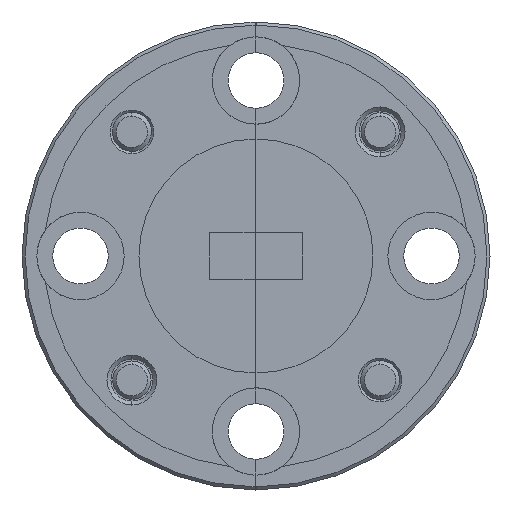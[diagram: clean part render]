
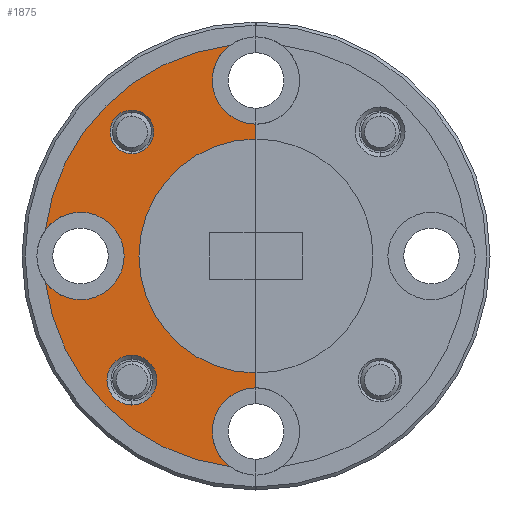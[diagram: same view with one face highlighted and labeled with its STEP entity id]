
A CAD part, left-side view. The second image highlights one B-rep face of the part: STEP entity #1875.
In plain terms, the highlighted planar face has unit normal (-1, 0, 0).
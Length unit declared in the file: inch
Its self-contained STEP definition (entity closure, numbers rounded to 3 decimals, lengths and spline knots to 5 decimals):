
#68 = EDGE_CURVE ( 'NONE', #12061, #3713, #2238, .T. ) ;
#74 = CARTESIAN_POINT ( 'NONE',  ( -0.58, 0., 0.18749 ) ) ;
#118 = VERTEX_POINT ( 'NONE', #7904 ) ;
#228 = PLANE ( 'NONE',  #12545 ) ;
#376 = DIRECTION ( 'NONE',  ( -1., 0., 0. ) ) ;
#669 = CARTESIAN_POINT ( 'NONE',  ( -0.58, 0., 0. ) ) ;
#740 = DIRECTION ( 'NONE',  ( 0., 0., 1. ) ) ;
#839 = DIRECTION ( 'NONE',  ( 0., 0., 1. ) ) ;
#942 = ORIENTED_EDGE ( 'NONE', *, *, #5375, .F. ) ;
#1027 = AXIS2_PLACEMENT_3D ( 'NONE', #12630, #7752, #740 ) ;
#1097 = DIRECTION ( 'NONE',  ( 0., 0., 1. ) ) ;
#1126 = DIRECTION ( 'NONE',  ( -1., 0., 0. ) ) ;
#1155 = CARTESIAN_POINT ( 'NONE',  ( -0.58, 0.19737, -0.19887 ) ) ;
#1297 = CARTESIAN_POINT ( 'NONE',  ( -0.58, -0.0015, -0.28125 ) ) ;
#1400 = DIRECTION ( 'NONE',  ( 0., 0., 1. ) ) ;
#1413 = EDGE_CURVE ( 'NONE', #5432, #11271, #7131, .T. ) ;
#1465 = DIRECTION ( 'NONE',  ( -1., 0., 0. ) ) ;
#1578 = CIRCLE ( 'NONE', #3249, 0.34 ) ;
#1632 = LINE ( 'NONE', #2555, #3983 ) ;
#1751 = CARTESIAN_POINT ( 'NONE',  ( -0.58, 0.33593, -0.04177 ) ) ;
#1827 = CARTESIAN_POINT ( 'NONE',  ( -0.58, 0.27975, -0.07 ) ) ;
#1875 = ADVANCED_FACE ( 'NONE', ( #12394, #11215, #11347 ), #228, .T. ) ;
#2155 = DIRECTION ( 'NONE',  ( 0., 0., 1. ) ) ;
#2175 = CIRCLE ( 'NONE', #5279, 0.34 ) ;
#2238 = CIRCLE ( 'NONE', #5964, 0.07 ) ;
#2239 = CARTESIAN_POINT ( 'NONE',  ( -0.58, 0.27975, 0.07 ) ) ;
#2273 = CIRCLE ( 'NONE', #1027, 0.07 ) ;
#2309 = VERTEX_POINT ( 'NONE', #9646 ) ;
#2467 = EDGE_LOOP ( 'NONE', ( #7741, #942 ) ) ;
#2555 = CARTESIAN_POINT ( 'NONE',  ( -0.58, 0., 0. ) ) ;
#2621 = DIRECTION ( 'NONE',  ( 0., 0., 1. ) ) ;
#2834 = CARTESIAN_POINT ( 'NONE',  ( -0.58, -0.0015, 0. ) ) ;
#2911 = VERTEX_POINT ( 'NONE', #1751 ) ;
#3004 = DIRECTION ( 'NONE',  ( -1., 0., 0. ) ) ;
#3087 = EDGE_CURVE ( 'NONE', #8748, #8001, #6563, .T. ) ;
#3146 = CARTESIAN_POINT ( 'NONE',  ( -0.58, -0.0015, 0. ) ) ;
#3161 = AXIS2_PLACEMENT_3D ( 'NONE', #1297, #9374, #6107 ) ;
#3249 = AXIS2_PLACEMENT_3D ( 'NONE', #8302, #5239, #7191 ) ;
#3265 = CIRCLE ( 'NONE', #6582, 0.1875 ) ;
#3333 = EDGE_CURVE ( 'NONE', #3804, #8352, #3265, .T. ) ;
#3448 = VECTOR ( 'NONE', #4640, 39.37008 ) ;
#3713 = VERTEX_POINT ( 'NONE', #9523 ) ;
#3804 = VERTEX_POINT ( 'NONE', #74 ) ;
#3953 = EDGE_CURVE ( 'NONE', #7756, #118, #5634, .T. ) ;
#3983 = VECTOR ( 'NONE', #8469, 39.37008 ) ;
#4021 = VERTEX_POINT ( 'NONE', #4291 ) ;
#4043 = VERTEX_POINT ( 'NONE', #4564 ) ;
#4189 = EDGE_CURVE ( 'NONE', #2309, #4021, #11675, .T. ) ;
#4192 = AXIS2_PLACEMENT_3D ( 'NONE', #5965, #12667, #1097 ) ;
#4234 = CARTESIAN_POINT ( 'NONE',  ( -0.58, 0.19737, -0.23887 ) ) ;
#4253 = CARTESIAN_POINT ( 'NONE',  ( -0.58, -0.0015, 0. ) ) ;
#4260 = EDGE_CURVE ( 'NONE', #4021, #2309, #6270, .T. ) ;
#4291 = CARTESIAN_POINT ( 'NONE',  ( -0.58, 0.19737, 0.16387 ) ) ;
#4564 = CARTESIAN_POINT ( 'NONE',  ( -0.58, 0.33593, 0.04177 ) ) ;
#4640 = DIRECTION ( 'NONE',  ( 0., 0., 1. ) ) ;
#4922 = CARTESIAN_POINT ( 'NONE',  ( -0.58, -0.0015, 0.28125 ) ) ;
#4987 = EDGE_CURVE ( 'NONE', #11271, #4043, #2273, .T. ) ;
#5142 = CARTESIAN_POINT ( 'NONE',  ( -0.58, 0.27975, 0. ) ) ;
#5190 = CARTESIAN_POINT ( 'NONE',  ( -0.58, 0., -0.18749 ) ) ;
#5239 = DIRECTION ( 'NONE',  ( -1., 0., 0. ) ) ;
#5279 = AXIS2_PLACEMENT_3D ( 'NONE', #2834, #7827, #6796 ) ;
#5299 = EDGE_CURVE ( 'NONE', #2911, #5432, #10397, .T. ) ;
#5375 = EDGE_CURVE ( 'NONE', #8001, #8748, #11016, .T. ) ;
#5432 = VERTEX_POINT ( 'NONE', #1827 ) ;
#5634 = CIRCLE ( 'NONE', #3161, 0.07 ) ;
#5881 = ORIENTED_EDGE ( 'NONE', *, *, #5299, .F. ) ;
#5964 = AXIS2_PLACEMENT_3D ( 'NONE', #4922, #12850, #7847 ) ;
#5965 = CARTESIAN_POINT ( 'NONE',  ( -0.58, 0.19737, 0.19887 ) ) ;
#6081 = CARTESIAN_POINT ( 'NONE',  ( -0.58, 0.04027, 0.33742 ) ) ;
#6107 = DIRECTION ( 'NONE',  ( 0., 0., 1. ) ) ;
#6210 = EDGE_LOOP ( 'NONE', ( #7327, #7443 ) ) ;
#6270 = CIRCLE ( 'NONE', #6690, 0.035 ) ;
#6278 = ORIENTED_EDGE ( 'NONE', *, *, #68, .F. ) ;
#6351 = AXIS2_PLACEMENT_3D ( 'NONE', #1155, #376, #12072 ) ;
#6491 = ORIENTED_EDGE ( 'NONE', *, *, #4987, .F. ) ;
#6563 = CIRCLE ( 'NONE', #6351, 0.04 ) ;
#6575 = EDGE_CURVE ( 'NONE', #7756, #8352, #1632, .T. ) ;
#6582 = AXIS2_PLACEMENT_3D ( 'NONE', #3146, #1126, #11923 ) ;
#6651 = LINE ( 'NONE', #669, #3448 ) ;
#6690 = AXIS2_PLACEMENT_3D ( 'NONE', #11956, #9815, #839 ) ;
#6796 = DIRECTION ( 'NONE',  ( 0., 0., 1. ) ) ;
#6980 = ORIENTED_EDGE ( 'NONE', *, *, #3953, .F. ) ;
#7131 = CIRCLE ( 'NONE', #8797, 0.07 ) ;
#7191 = DIRECTION ( 'NONE',  ( 0., 0., 1. ) ) ;
#7271 = ORIENTED_EDGE ( 'NONE', *, *, #12291, .T. ) ;
#7327 = ORIENTED_EDGE ( 'NONE', *, *, #4189, .F. ) ;
#7443 = ORIENTED_EDGE ( 'NONE', *, *, #4260, .F. ) ;
#7741 = ORIENTED_EDGE ( 'NONE', *, *, #3087, .F. ) ;
#7752 = DIRECTION ( 'NONE',  ( -1., 0., 0. ) ) ;
#7756 = VERTEX_POINT ( 'NONE', #12183 ) ;
#7827 = DIRECTION ( 'NONE',  ( -1., 0., 0. ) ) ;
#7847 = DIRECTION ( 'NONE',  ( 0., 0., 1. ) ) ;
#7904 = CARTESIAN_POINT ( 'NONE',  ( -0.58, 0.04027, -0.33743 ) ) ;
#8001 = VERTEX_POINT ( 'NONE', #4234 ) ;
#8275 = DIRECTION ( 'NONE',  ( 0., 0., 1. ) ) ;
#8302 = CARTESIAN_POINT ( 'NONE',  ( -0.58, -0.0015, 0. ) ) ;
#8341 = DIRECTION ( 'NONE',  ( -1., 0., 0. ) ) ;
#8352 = VERTEX_POINT ( 'NONE', #5190 ) ;
#8414 = ORIENTED_EDGE ( 'NONE', *, *, #11031, .T. ) ;
#8469 = DIRECTION ( 'NONE',  ( 0., 0., 1. ) ) ;
#8532 = DIRECTION ( 'NONE',  ( -1., 0., 0. ) ) ;
#8748 = VERTEX_POINT ( 'NONE', #8835 ) ;
#8797 = AXIS2_PLACEMENT_3D ( 'NONE', #5142, #3004, #2155 ) ;
#8835 = CARTESIAN_POINT ( 'NONE',  ( -0.58, 0.19737, -0.15887 ) ) ;
#9023 = ORIENTED_EDGE ( 'NONE', *, *, #11502, .T. ) ;
#9374 = DIRECTION ( 'NONE',  ( -1., 0., 0. ) ) ;
#9463 = EDGE_LOOP ( 'NONE', ( #6980, #10640, #11410, #9023, #6278, #7271, #6491, #11162, #5881, #8414 ) ) ;
#9515 = CARTESIAN_POINT ( 'NONE',  ( -0.58, 0.19737, -0.19887 ) ) ;
#9523 = CARTESIAN_POINT ( 'NONE',  ( -0.58, 0., 0.21127 ) ) ;
#9577 = CARTESIAN_POINT ( 'NONE',  ( -0.58, 0.27975, 0. ) ) ;
#9646 = CARTESIAN_POINT ( 'NONE',  ( -0.58, 0.19737, 0.23387 ) ) ;
#9815 = DIRECTION ( 'NONE',  ( -1., 0., 0. ) ) ;
#10397 = CIRCLE ( 'NONE', #11427, 0.07 ) ;
#10605 = AXIS2_PLACEMENT_3D ( 'NONE', #9515, #8532, #2621 ) ;
#10640 = ORIENTED_EDGE ( 'NONE', *, *, #6575, .T. ) ;
#11016 = CIRCLE ( 'NONE', #10605, 0.04 ) ;
#11031 = EDGE_CURVE ( 'NONE', #2911, #118, #2175, .T. ) ;
#11162 = ORIENTED_EDGE ( 'NONE', *, *, #1413, .F. ) ;
#11215 = FACE_BOUND ( 'NONE', #2467, .T. ) ;
#11271 = VERTEX_POINT ( 'NONE', #2239 ) ;
#11347 = FACE_BOUND ( 'NONE', #6210, .T. ) ;
#11410 = ORIENTED_EDGE ( 'NONE', *, *, #3333, .F. ) ;
#11427 = AXIS2_PLACEMENT_3D ( 'NONE', #9577, #8341, #8275 ) ;
#11502 = EDGE_CURVE ( 'NONE', #3804, #3713, #6651, .T. ) ;
#11675 = CIRCLE ( 'NONE', #4192, 0.035 ) ;
#11923 = DIRECTION ( 'NONE',  ( 0., 0., 1. ) ) ;
#11956 = CARTESIAN_POINT ( 'NONE',  ( -0.58, 0.19737, 0.19887 ) ) ;
#12061 = VERTEX_POINT ( 'NONE', #6081 ) ;
#12072 = DIRECTION ( 'NONE',  ( 0., 0., 1. ) ) ;
#12183 = CARTESIAN_POINT ( 'NONE',  ( -0.58, 0., -0.21127 ) ) ;
#12291 = EDGE_CURVE ( 'NONE', #12061, #4043, #1578, .T. ) ;
#12394 = FACE_OUTER_BOUND ( 'NONE', #9463, .T. ) ;
#12545 = AXIS2_PLACEMENT_3D ( 'NONE', #4253, #1465, #1400 ) ;
#12630 = CARTESIAN_POINT ( 'NONE',  ( -0.58, 0.27975, 0. ) ) ;
#12667 = DIRECTION ( 'NONE',  ( -1., 0., 0. ) ) ;
#12850 = DIRECTION ( 'NONE',  ( -1., 0., 0. ) ) ;
